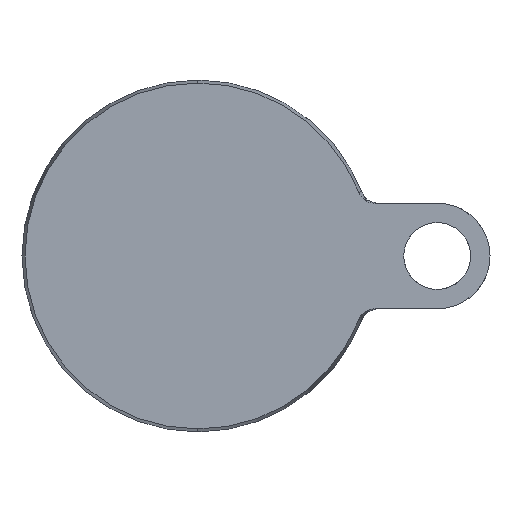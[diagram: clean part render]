
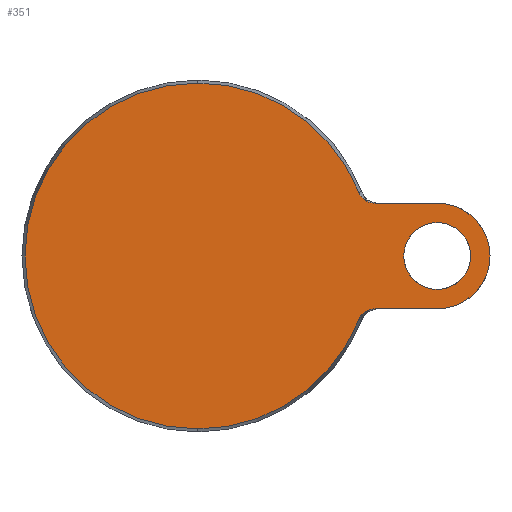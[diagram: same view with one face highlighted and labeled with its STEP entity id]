
A CAD part, front view. The second image highlights one B-rep face of the part: STEP entity #351.
In plain terms, the highlighted planar face has unit normal (0, -1, 0).
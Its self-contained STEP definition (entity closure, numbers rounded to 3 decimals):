
#2 = CIRCLE ( 'NONE', #48, 49.143 ) ;
#6 = VECTOR ( 'NONE', #299, 1000. ) ;
#17 = CARTESIAN_POINT ( 'NONE',  ( 48.405, 0., -15.385 ) ) ;
#26 = CARTESIAN_POINT ( 'NONE',  ( 49.86, 0., 15. ) ) ;
#48 = AXIS2_PLACEMENT_3D ( 'NONE', #977, #1364, #1012 ) ;
#51 = CIRCLE ( 'NONE', #526, 9.5 ) ;
#53 = ORIENTED_EDGE ( 'NONE', *, *, #1133, .T. ) ;
#68 = VERTEX_POINT ( 'NONE', #1224 ) ;
#86 = ORIENTED_EDGE ( 'NONE', *, *, #1041, .F. ) ;
#130 = CIRCLE ( 'NONE', #764, 49.143 ) ;
#131 = CARTESIAN_POINT ( 'NONE',  ( 46.751, 0., 16.495 ) ) ;
#139 = ORIENTED_EDGE ( 'NONE', *, *, #1091, .T. ) ;
#184 = CARTESIAN_POINT ( 'NONE',  ( 68., 0., 0. ) ) ;
#192 = DIRECTION ( 'NONE',  ( 0., 1., 0. ) ) ;
#231 = DIRECTION ( 'NONE',  ( 0., -1., 0. ) ) ;
#245 = ORIENTED_EDGE ( 'NONE', *, *, #587, .T. ) ;
#248 = EDGE_CURVE ( 'NONE', #799, #994, #2, .T. ) ;
#249 = CARTESIAN_POINT ( 'NONE',  ( 48.407, 0., 15.384 ) ) ;
#265 = CARTESIAN_POINT ( 'NONE',  ( 47.738, 0., 15.721 ) ) ;
#273 = ORIENTED_EDGE ( 'NONE', *, *, #248, .T. ) ;
#275 = DIRECTION ( 'NONE',  ( 0., 0., 1. ) ) ;
#287 = AXIS2_PLACEMENT_3D ( 'NONE', #1158, #1152, #275 ) ;
#288 = AXIS2_PLACEMENT_3D ( 'NONE', #1534, #1167, #406 ) ;
#298 = EDGE_LOOP ( 'NONE', ( #86, #53, #1421, #245, #273, #1162, #628, #1211 ) ) ;
#299 = DIRECTION ( 'NONE',  ( -1., 0., 0. ) ) ;
#311 = CARTESIAN_POINT ( 'NONE',  ( 49.862, 0., -15.019 ) ) ;
#332 = CARTESIAN_POINT ( 'NONE',  ( 49.363, 0., -15.093 ) ) ;
#351 = ADVANCED_FACE ( 'NONE', ( #905, #531 ), #647, .F. ) ;
#356 = CARTESIAN_POINT ( 'NONE',  ( 0., 0., 0. ) ) ;
#376 = VERTEX_POINT ( 'NONE', #514 ) ;
#380 = CARTESIAN_POINT ( 'NONE',  ( 45.66, 0., -18.169 ) ) ;
#394 = CARTESIAN_POINT ( 'NONE',  ( 49.366, 0., 15.074 ) ) ;
#402 = CARTESIAN_POINT ( 'NONE',  ( 47.955, 0., 15.598 ) ) ;
#406 = DIRECTION ( 'NONE',  ( 0., 0., 1. ) ) ;
#423 = VERTEX_POINT ( 'NONE', #834 ) ;
#468 = VERTEX_POINT ( 'NONE', #1434 ) ;
#475 = CARTESIAN_POINT ( 'NONE',  ( 45.66, 0., 18.169 ) ) ;
#514 = CARTESIAN_POINT ( 'NONE',  ( 0., 0., 49.143 ) ) ;
#516 = CARTESIAN_POINT ( 'NONE',  ( 68., 0., -15. ) ) ;
#525 = CARTESIAN_POINT ( 'NONE',  ( 48.644, 0., 15.292 ) ) ;
#526 = AXIS2_PLACEMENT_3D ( 'NONE', #932, #1435, #1544 ) ;
#531 = FACE_BOUND ( 'NONE', #724, .T. ) ;
#536 = AXIS2_PLACEMENT_3D ( 'NONE', #356, #1363, #734 ) ;
#587 = EDGE_CURVE ( 'NONE', #376, #799, #130, .T. ) ;
#595 = CARTESIAN_POINT ( 'NONE',  ( 45.848, 0., -17.699 ) ) ;
#628 = ORIENTED_EDGE ( 'NONE', *, *, #1142, .F. ) ;
#644 = CARTESIAN_POINT ( 'NONE',  ( 47.122, 0., 16.157 ) ) ;
#647 = PLANE ( 'NONE',  #287 ) ;
#650 = CARTESIAN_POINT ( 'NONE',  ( 45.66, 0., -18.169 ) ) ;
#666 = EDGE_CURVE ( 'NONE', #994, #670, #884, .T. ) ;
#670 = VERTEX_POINT ( 'NONE', #817 ) ;
#692 = DIRECTION ( 'NONE',  ( 0., 0., -1. ) ) ;
#702 = CARTESIAN_POINT ( 'NONE',  ( 50.113, 0., -15. ) ) ;
#705 = CARTESIAN_POINT ( 'NONE',  ( 47.952, 0., -15.6 ) ) ;
#711 = CARTESIAN_POINT ( 'NONE',  ( 49.116, 0., -15.149 ) ) ;
#724 = EDGE_LOOP ( 'NONE', ( #139, #1513 ) ) ;
#734 = DIRECTION ( 'NONE',  ( 0., 0., -1. ) ) ;
#764 = AXIS2_PLACEMENT_3D ( 'NONE', #1330, #231, #1129 ) ;
#768 = CARTESIAN_POINT ( 'NONE',  ( 47.118, 0., -16.16 ) ) ;
#770 = CARTESIAN_POINT ( 'NONE',  ( 47.322, 0., 16. ) ) ;
#772 = EDGE_CURVE ( 'NONE', #423, #468, #51, .T. ) ;
#774 = CARTESIAN_POINT ( 'NONE',  ( 47.314, 0., -16.005 ) ) ;
#775 = DIRECTION ( 'NONE',  ( 1., 0., 0. ) ) ;
#781 = CARTESIAN_POINT ( 'NONE',  ( 15., 0., 15. ) ) ;
#799 = VERTEX_POINT ( 'NONE', #1571 ) ;
#817 = CARTESIAN_POINT ( 'NONE',  ( 50.366, 0., -15. ) ) ;
#834 = CARTESIAN_POINT ( 'NONE',  ( 68., 0., 9.5 ) ) ;
#861 = VERTEX_POINT ( 'NONE', #475 ) ;
#884 = B_SPLINE_CURVE_WITH_KNOTS ( 'NONE', 3,
 ( #650, #595, #1583, #1339, #1253, #768, #774, #1511, #705, #17, #903, #711, #332, #311, #702, #1562 ),
 .UNSPECIFIED., .F., .F.,
 ( 4, 2, 2, 2, 2, 2, 2, 4 ),
 ( 0., 0.001, 0.002, 0.003, 0.004, 0.004, 0.005, 0.006 ),
 .UNSPECIFIED. ) ;
#903 = CARTESIAN_POINT ( 'NONE',  ( 48.637, 0., -15.295 ) ) ;
#905 = FACE_OUTER_BOUND ( 'NONE', #298, .T. ) ;
#906 = CARTESIAN_POINT ( 'NONE',  ( 46.108, 0., 17.258 ) ) ;
#932 = CARTESIAN_POINT ( 'NONE',  ( 68., 0., 0. ) ) ;
#977 = CARTESIAN_POINT ( 'NONE',  ( 0., 0., 0. ) ) ;
#994 = VERTEX_POINT ( 'NONE', #380 ) ;
#1008 = CIRCLE ( 'NONE', #288, 9.5 ) ;
#1012 = DIRECTION ( 'NONE',  ( 0., 0., -1. ) ) ;
#1024 = CIRCLE ( 'NONE', #1467, 15. ) ;
#1041 = EDGE_CURVE ( 'NONE', #68, #1584, #1512, .T. ) ;
#1054 = VERTEX_POINT ( 'NONE', #516 ) ;
#1091 = EDGE_CURVE ( 'NONE', #468, #423, #1008, .T. ) ;
#1105 = CIRCLE ( 'NONE', #536, 49.143 ) ;
#1129 = DIRECTION ( 'NONE',  ( 0., 0., -1. ) ) ;
#1133 = EDGE_CURVE ( 'NONE', #68, #861, #1219, .T. ) ;
#1142 = EDGE_CURVE ( 'NONE', #1054, #670, #1403, .T. ) ;
#1148 = CARTESIAN_POINT ( 'NONE',  ( 46.58, 0., 16.677 ) ) ;
#1152 = DIRECTION ( 'NONE',  ( 0., 1., 0. ) ) ;
#1158 = CARTESIAN_POINT ( 'NONE',  ( -49.143, 0., 0. ) ) ;
#1162 = ORIENTED_EDGE ( 'NONE', *, *, #666, .T. ) ;
#1167 = DIRECTION ( 'NONE',  ( 0., 1., 0. ) ) ;
#1178 = CARTESIAN_POINT ( 'NONE',  ( 68., 0., 15. ) ) ;
#1211 = ORIENTED_EDGE ( 'NONE', *, *, #1271, .F. ) ;
#1219 = B_SPLINE_CURVE_WITH_KNOTS ( 'NONE', 3,
 ( #1523, #26, #394, #525, #249, #402, #265, #770, #644, #131, #1148, #906, #1409, #1276 ),
 .UNSPECIFIED., .F., .F.,
 ( 4, 2, 2, 2, 2, 2, 4 ),
 ( 0., 0.001, 0.002, 0.003, 0.004, 0.004, 0.006 ),
 .UNSPECIFIED. ) ;
#1224 = CARTESIAN_POINT ( 'NONE',  ( 50.366, 0., 15. ) ) ;
#1253 = CARTESIAN_POINT ( 'NONE',  ( 46.749, 0., -16.497 ) ) ;
#1271 = EDGE_CURVE ( 'NONE', #1584, #1054, #1024, .T. ) ;
#1276 = CARTESIAN_POINT ( 'NONE',  ( 45.66, 0., 18.169 ) ) ;
#1299 = CARTESIAN_POINT ( 'NONE',  ( 15., 0., -15. ) ) ;
#1316 = VECTOR ( 'NONE', #775, 1000. ) ;
#1330 = CARTESIAN_POINT ( 'NONE',  ( 0., 0., 0. ) ) ;
#1339 = CARTESIAN_POINT ( 'NONE',  ( 46.575, 0., -16.681 ) ) ;
#1363 = DIRECTION ( 'NONE',  ( 0., -1., 0. ) ) ;
#1364 = DIRECTION ( 'NONE',  ( 0., -1., 0. ) ) ;
#1403 = LINE ( 'NONE', #1299, #6 ) ;
#1405 = EDGE_CURVE ( 'NONE', #861, #376, #1105, .T. ) ;
#1409 = CARTESIAN_POINT ( 'NONE',  ( 45.848, 0., 17.699 ) ) ;
#1421 = ORIENTED_EDGE ( 'NONE', *, *, #1405, .T. ) ;
#1434 = CARTESIAN_POINT ( 'NONE',  ( 68., 0., -9.5 ) ) ;
#1435 = DIRECTION ( 'NONE',  ( 0., 1., 0. ) ) ;
#1467 = AXIS2_PLACEMENT_3D ( 'NONE', #184, #192, #692 ) ;
#1511 = CARTESIAN_POINT ( 'NONE',  ( 47.73, 0., -15.726 ) ) ;
#1512 = LINE ( 'NONE', #781, #1316 ) ;
#1513 = ORIENTED_EDGE ( 'NONE', *, *, #772, .T. ) ;
#1523 = CARTESIAN_POINT ( 'NONE',  ( 50.366, 0., 15. ) ) ;
#1534 = CARTESIAN_POINT ( 'NONE',  ( 68., 0., 0. ) ) ;
#1544 = DIRECTION ( 'NONE',  ( 0., 0., 1. ) ) ;
#1562 = CARTESIAN_POINT ( 'NONE',  ( 50.366, 0., -15. ) ) ;
#1571 = CARTESIAN_POINT ( 'NONE',  ( 0., 0., -49.143 ) ) ;
#1583 = CARTESIAN_POINT ( 'NONE',  ( 46.1, 0., -17.269 ) ) ;
#1584 = VERTEX_POINT ( 'NONE', #1178 ) ;
